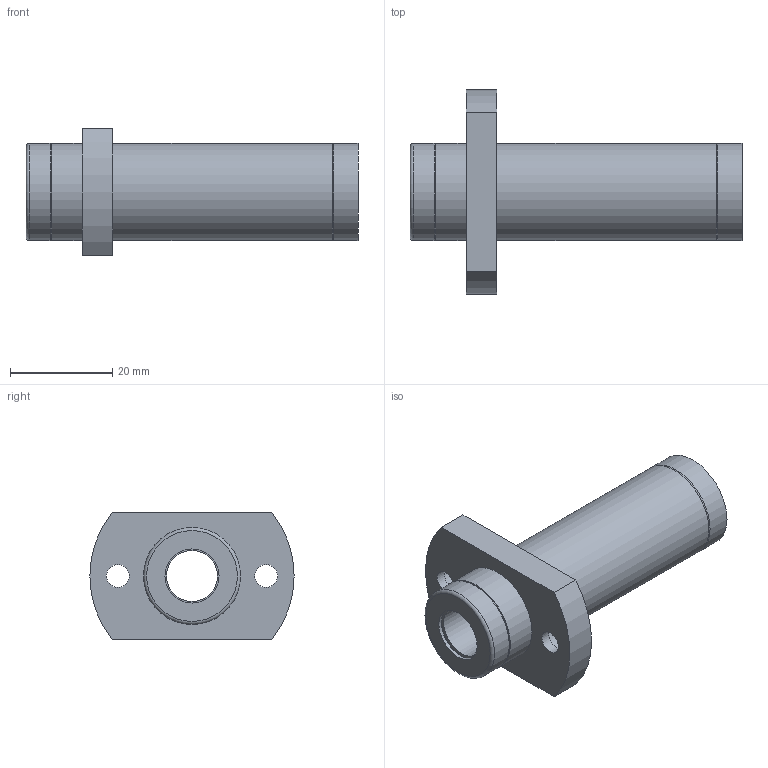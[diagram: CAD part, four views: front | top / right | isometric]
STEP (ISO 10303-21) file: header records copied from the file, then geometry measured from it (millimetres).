
FILE_DESCRIPTION(/* description */ ('STEP AP203'),/* implementation_level */ '2;1');
FILE_NAME(/* name */ 'LMHP10LUU-MX',/* time_stamp */ '2022-08-25T04:20:26+02:00',/* author */ ('License CC BY-ND 4.0'),/* organization */ ('CADENAS'),/* preprocessor_version */ 'ST-DEVELOPER v18.102',/* originating_system */ 'PARTsolutions',/* authorisation */ ' ');
FILE_SCHEMA (('CONFIG_CONTROL_DESIGN'));
Length unit declared in the file: millimetre
Products named in the file (1): LMHP10LUU-MX
Bounding box: 65 x 40 x 25 mm (x, y, z)
Volume: 16748.5 mm3; surface area: 8235.5 mm2
Topology: 1 solids, 1 shells, 32 faces, 57 edges, 37 vertices
Faces by surface type: cylinder 15, plane 14, torus 3
Full cylindrical faces by diameter (mm): 4.5 x2, 7.5 x2, 10 x1, 10.6 x2, 11.2 x2, 19 x4
Entity records: 752 total; most frequent: DIRECTION 140, CARTESIAN_POINT 111, ORIENTED_EDGE 82, AXIS2_PLACEMENT_3D 66, EDGE_LOOP 64, FACE_BOUND 64, EDGE_CURVE 41, VERTEX_POINT 37
